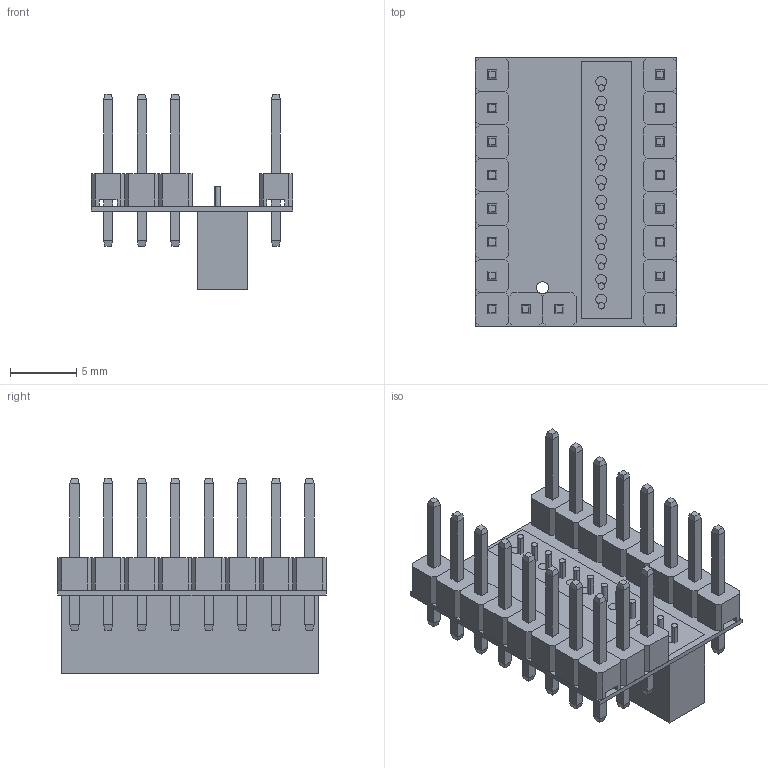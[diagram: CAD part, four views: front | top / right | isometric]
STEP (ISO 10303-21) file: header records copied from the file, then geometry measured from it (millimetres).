
FILE_DESCRIPTION(('Open CASCADE Model'),'2;1');
FILE_NAME('Open CASCADE Shape Model','2023-04-17T10:23:42',('Author'),( 'Open CASCADE'),'Open CASCADE STEP processor 6.8','Open CASCADE 6.8' ,'Unknown');
FILE_SCHEMA(('AUTOMOTIVE_DESIGN { 1 0 10303 214 1 1 1 1 }'));
Length unit declared in the file: millimetre
Products named in the file (23): PCB; Board; Designator287; HDR2.54-1P; LOGO?; Designator286; Designator285; Free-Models; TH1.5mm_12Pin脣釱; 1016_BIGTREETECH_TMC5160T_Plus_V1.0-0410.stp; 
1016_BIGTREETECH_TMC5160T_Plus_V1.0-0410.stp; 
1016_BIGTREETECH_TMC5160T_Plus_V1.0-0410.stp; 
1016_BIGTREETECH_TMC5160T_Plus_V1.0-0410.stp; 
1016_BIGTREETECH_TMC5160T_Plus_V1.0-0410.stp; 
1016_BIGTREETECH_TMC5160T_Plus_V1.0-0410.stp; 
1016_BIGTREETECH_TMC5160T_Plus_V1.0-0410.stp; 
1016_BIGTREETECH_TMC5160T_Plus_V1.0-0410.stp; 
1016_BIGTREETECH_TMC5160T_Plus_V1.0-0410.stp; 
1016_BIGTREETECH_TMC5160T_Plus_V1.0-0410.stp; 
1016_BIGTREETECH_TMC5160T_Plus_V1.0-0410.stp; 
1016_BIGTREETECH_TMC5160T_Plus_V1.0-0410.stp; 
1016_BIGTREETECH_TMC5160T_Plus_V1.0-0410.stp
Assembly tree (39 placements, depth 4):
  PCB
    Board
    Designator287
      HDR2.54-1P  x8
        HDR2.54-1P
        LOGO?
    Designator286
      HDR2.54-1P  x8
        HDR2.54-1P
        LOGO?
    Designator285
      HDR2.54-1P  x2
        HDR2.54-1P
        LOGO?
    Free-Models
      TH1.5mm_12Pin脣釱
  1016_BIGTREETECH_TMC5160T_Plus_V1.0-0410.stp
        
1016_BIGTREETECH_TMC5160T_Plus_V1.0-0410.stp
        
1016_BIGTREETECH_TMC5160T_Plus_V1.0-0410.stp
        
1016_BIGTREETECH_TMC5160T_Plus_V1.0-0410.stp
        
1016_BIGTREETECH_TMC5160T_Plus_V1.0-0410.stp
        
1016_BIGTREETECH_TMC5160T_Plus_V1.0-0410.stp
        
1016_BIGTREETECH_TMC5160T_Plus_V1.0-0410.stp
        
1016_BIGTREETECH_TMC5160T_Plus_V1.0-0410.stp
        
1016_BIGTREETECH_TMC5160T_Plus_V1.0-0410.stp
        
1016_BIGTREETECH_TMC5160T_Plus_V1.0-0410.stp
        
1016_BIGTREETECH_TMC5160T_Plus_V1.0-0410.stp
        
1016_BIGTREETECH_TMC5160T_Plus_V1.0-0410.stp
        
1016_BIGTREETECH_TMC5160T_Plus_V1.0-0410.stp
Bounding box: 15.24 x 20.32 x 14.8 mm (x, y, z)
Volume: 614.6 mm3; surface area: 2593.4 mm2
Topology: 284 solids, 284 shells, 2808 faces, 6465 edges, 4262 vertices
Faces by surface type: plane 1949, bspline 522, cylinder 337
Full cylindrical faces by diameter (mm): 0.8 x12, 0.9 x1
Entity records: 41781 total; most frequent: CARTESIAN_POINT 14159, DIRECTION 4460, LINE 3272, VECTOR 3272, ORIENTED_EDGE 2696, PCURVE 2696, DEFINITIONAL_REPRESENTATION 2696, EDGE_CURVE 1348
